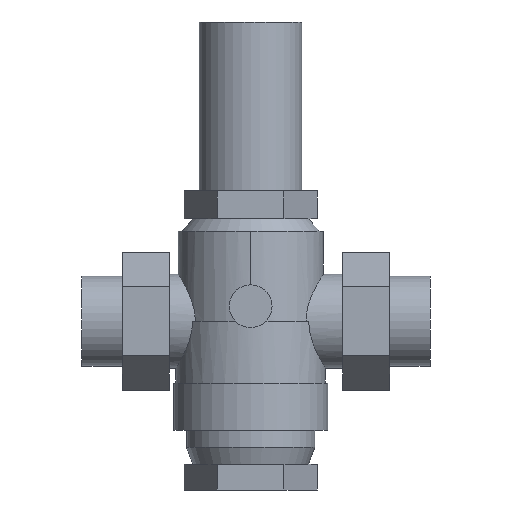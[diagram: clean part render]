
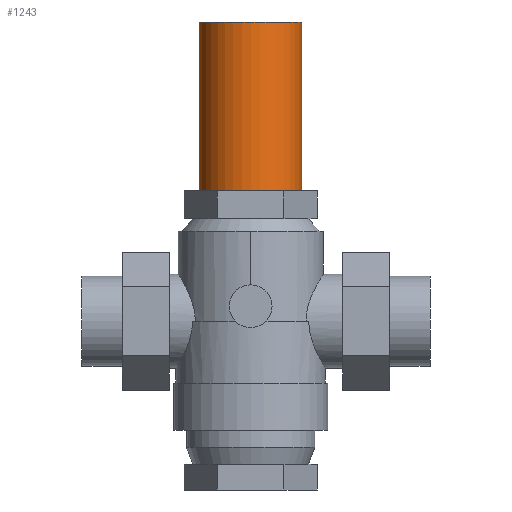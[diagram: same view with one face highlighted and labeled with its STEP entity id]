
A CAD part, front view. The second image highlights one B-rep face of the part: STEP entity #1243.
In plain terms, the highlighted cylindrical face has radius 24 mm (diameter 48 mm), a partial arc.
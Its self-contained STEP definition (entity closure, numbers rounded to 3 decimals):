
#605=VERTEX_POINT('',#1477);
#709=EDGE_CURVE('',#907,#1261,#1591,.T.);
#907=VERTEX_POINT('',#1816);
#937=EDGE_CURVE('',#605,#1057,#1847,.T.);
#1057=VERTEX_POINT('',#1983);
#1085=EDGE_CURVE('',#1057,#907,#2015,.T.);
#1199=EDGE_CURVE('',#1261,#605,#2141,.T.);
#1243=ADVANCED_FACE('',(#2192),#2193,.T.);
#1261=VERTEX_POINT('',#2211);
#1477=CARTESIAN_POINT('',(24.0,0.,140.0));
#1591=LINE('',#2839,#2840);
#1816=CARTESIAN_POINT('',(-24.0,0.0,61.0));
#1847=LINE('',#3311,#3312);
#1983=CARTESIAN_POINT('',(24.0,0.,61.0));
#2015=CIRCLE('',#3766,24.0);
#2141=CIRCLE('',#3932,24.0);
#2192=FACE_OUTER_BOUND('',#3995,.T.);
#2193=CYLINDRICAL_SURFACE('',#3996,24.0);
#2211=CARTESIAN_POINT('',(-24.0,0.0,140.0));
#2839=CARTESIAN_POINT('',(-24.0,0.,130.0));
#2840=VECTOR('',#4523,1.0);
#3311=CARTESIAN_POINT('',(24.0,0.,130.0));
#3312=VECTOR('',#4820,1.0);
#3766=AXIS2_PLACEMENT_3D('',#5022,#5023,#5024);
#3932=AXIS2_PLACEMENT_3D('',#5172,#5173,#5174);
#3995=EDGE_LOOP('',(#5252,#5253,#5254,#5255));
#3996=AXIS2_PLACEMENT_3D('',#5256,#5257,#5258);
#4523=DIRECTION('',(0.0,0.0,1.0));
#4820=DIRECTION('',(0.0,0.0,-1.0));
#5022=CARTESIAN_POINT('',(0.0,0.0,61.0));
#5023=DIRECTION('',(0.0,0.0,-1.0));
#5024=DIRECTION('',(-1.0,0.0,0.0));
#5172=CARTESIAN_POINT('',(0.0,0.0,140.0));
#5173=DIRECTION('',(0.0,0.0,1.0));
#5174=DIRECTION('',(-1.0,0.0,0.0));
#5252=ORIENTED_EDGE('',*,*,#709,.F.);
#5253=ORIENTED_EDGE('',*,*,#1085,.F.);
#5254=ORIENTED_EDGE('',*,*,#937,.F.);
#5255=ORIENTED_EDGE('',*,*,#1199,.F.);
#5256=CARTESIAN_POINT('',(0.0,0.0,130.0));
#5257=DIRECTION('',(0.0,0.0,-1.0));
#5258=DIRECTION('',(-1.0,0.0,0.0));
